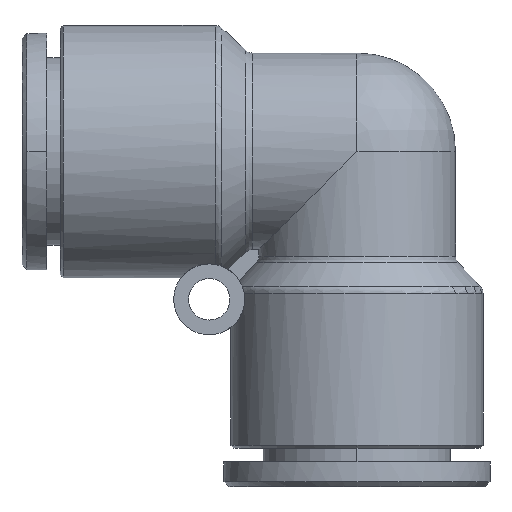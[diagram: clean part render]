
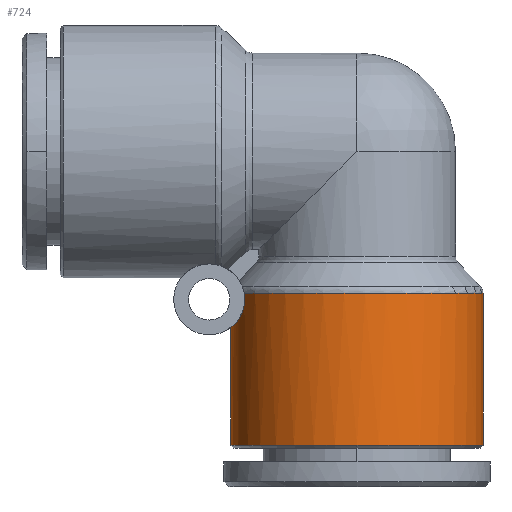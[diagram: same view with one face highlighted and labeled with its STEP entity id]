
A CAD part, front view. The second image highlights one B-rep face of the part: STEP entity #724.
In plain terms, the highlighted cylindrical face has radius 12.8 mm (diameter 25.6 mm), a partial arc.
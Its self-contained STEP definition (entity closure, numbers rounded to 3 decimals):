
#381=CARTESIAN_POINT('',(13.3,0.,-14.394));
#382=VERTEX_POINT('',#381);
#640=CARTESIAN_POINT('',(0.5,0.,-21.));
#641=DIRECTION('',(0.0,0.,1.0));
#642=DIRECTION('',(-1.0,0.0,0.0));
#643=AXIS2_PLACEMENT_3D('',#640,#641,#642);
#644=CYLINDRICAL_SURFACE('',#643,12.8);
#645=CARTESIAN_POINT('',(-12.3,0.,-29.8));
#646=VERTEX_POINT('',#645);
#647=CARTESIAN_POINT('',(-12.3,0.,-17.85));
#648=VERTEX_POINT('',#647);
#649=CARTESIAN_POINT('',(-12.3,0.,-29.8));
#650=DIRECTION('',(0.0,0.0,1.0));
#651=VECTOR('',#650,11.95);
#652=LINE('',#649,#651);
#653=EDGE_CURVE('',#646,#648,#652,.T.);
#654=ORIENTED_EDGE('',*,*,#653,.F.);
#655=CARTESIAN_POINT('',(0.5,-12.8,-29.8));
#656=VERTEX_POINT('',#655);
#657=CARTESIAN_POINT('',(0.5,0.,-29.8));
#658=DIRECTION('',(0.0,0.0,-1.0));
#659=DIRECTION('',(0.0,1.0,0.0));
#660=AXIS2_PLACEMENT_3D('',#657,#658,#659);
#661=CIRCLE('',#660,12.8);
#662=EDGE_CURVE('',#656,#646,#661,.T.);
#663=ORIENTED_EDGE('',*,*,#662,.F.);
#664=CARTESIAN_POINT('',(13.3,0.,-29.8));
#665=VERTEX_POINT('',#664);
#666=CARTESIAN_POINT('',(0.5,0.,-29.8));
#667=DIRECTION('',(0.0,0.0,-1.0));
#668=DIRECTION('',(0.0,1.0,0.0));
#669=AXIS2_PLACEMENT_3D('',#666,#667,#668);
#670=CIRCLE('',#669,12.8);
#671=EDGE_CURVE('',#665,#656,#670,.T.);
#672=ORIENTED_EDGE('',*,*,#671,.F.);
#673=CARTESIAN_POINT('',(13.3,0.,-14.394));
#674=DIRECTION('',(0.0,0.0,-1.0));
#675=VECTOR('',#674,15.406);
#676=LINE('',#673,#675);
#677=EDGE_CURVE('',#382,#665,#676,.T.);
#678=ORIENTED_EDGE('',*,*,#677,.F.);
#679=CARTESIAN_POINT('',(-10.951,-5.719,-14.394));
#680=VERTEX_POINT('',#679);
#681=CARTESIAN_POINT('',(0.5,0.,-14.394));
#682=DIRECTION('',(0.0,0.0,1.0));
#683=DIRECTION('',(1.0,0.0,0.0));
#684=AXIS2_PLACEMENT_3D('',#681,#682,#683);
#685=CIRCLE('',#684,12.8);
#686=EDGE_CURVE('',#680,#382,#685,.T.);
#687=ORIENTED_EDGE('',*,*,#686,.F.);
#688=CARTESIAN_POINT('',(-10.9,-5.821,-15.));
#689=VERTEX_POINT('',#688);
#690=CARTESIAN_POINT('',(-10.951,-5.719,-14.394));
#691=CARTESIAN_POINT('',(-10.938,-5.746,-14.473));
#692=CARTESIAN_POINT('',(-10.927,-5.768,-14.554));
#693=CARTESIAN_POINT('',(-10.906,-5.809,-14.757));
#694=CARTESIAN_POINT('',(-10.9,-5.821,-14.88));
#695=CARTESIAN_POINT('',(-10.9,-5.821,-15.));
#696=B_SPLINE_CURVE_WITH_KNOTS('',3,(#690,#691,#692,#693,#694,#695),.UNSPECIFIED.,.F.,.U.,(4,2,4),(6.525,6.765,7.125),.UNSPECIFIED.);
#697=EDGE_CURVE('',#680,#689,#696,.T.);
#698=ORIENTED_EDGE('',*,*,#697,.T.);
#699=CARTESIAN_POINT('',(-10.9,-5.821,-15.));
#700=CARTESIAN_POINT('',(-10.9,-5.821,-15.12));
#701=CARTESIAN_POINT('',(-10.906,-5.809,-15.243));
#702=CARTESIAN_POINT('',(-10.931,-5.76,-15.487));
#703=CARTESIAN_POINT('',(-10.95,-5.723,-15.608));
#704=CARTESIAN_POINT('',(-10.997,-5.627,-15.839));
#705=CARTESIAN_POINT('',(-11.026,-5.568,-15.95));
#706=CARTESIAN_POINT('',(-11.089,-5.435,-16.156));
#707=CARTESIAN_POINT('',(-11.123,-5.362,-16.251));
#708=CARTESIAN_POINT('',(-11.226,-5.136,-16.508));
#709=CARTESIAN_POINT('',(-11.298,-4.968,-16.652));
#710=CARTESIAN_POINT('',(-11.443,-4.609,-16.907));
#711=CARTESIAN_POINT('',(-11.516,-4.417,-17.017));
#712=CARTESIAN_POINT('',(-11.727,-3.811,-17.308));
#713=CARTESIAN_POINT('',(-11.859,-3.367,-17.451));
#714=CARTESIAN_POINT('',(-12.076,-2.434,-17.666));
#715=CARTESIAN_POINT('',(-12.161,-1.946,-17.737));
#716=CARTESIAN_POINT('',(-12.273,-0.966,-17.829));
#717=CARTESIAN_POINT('',(-12.3,-0.474,-17.85));
#718=CARTESIAN_POINT('',(-12.3,0.,-17.85));
#719=B_SPLINE_CURVE_WITH_KNOTS('',3,(#699,#700,#701,#702,#703,#704,#705,#706,#707,#708,#709,#710,#711,#712,#713,#714,#715,#716,#717,#718),.UNSPECIFIED.,.F.,.U.,(4,2,2,2,2,2,2,2,2,4),(7.125,7.484,7.844,8.204,8.564,9.274,9.985,11.407,12.828,14.249),.UNSPECIFIED.);
#720=EDGE_CURVE('',#689,#648,#719,.T.);
#721=ORIENTED_EDGE('',*,*,#720,.T.);
#722=EDGE_LOOP('',(#654,#663,#672,#678,#687,#698,#721));
#723=FACE_OUTER_BOUND('',#722,.T.);
#724=ADVANCED_FACE('',(#723),#644,.T.);
